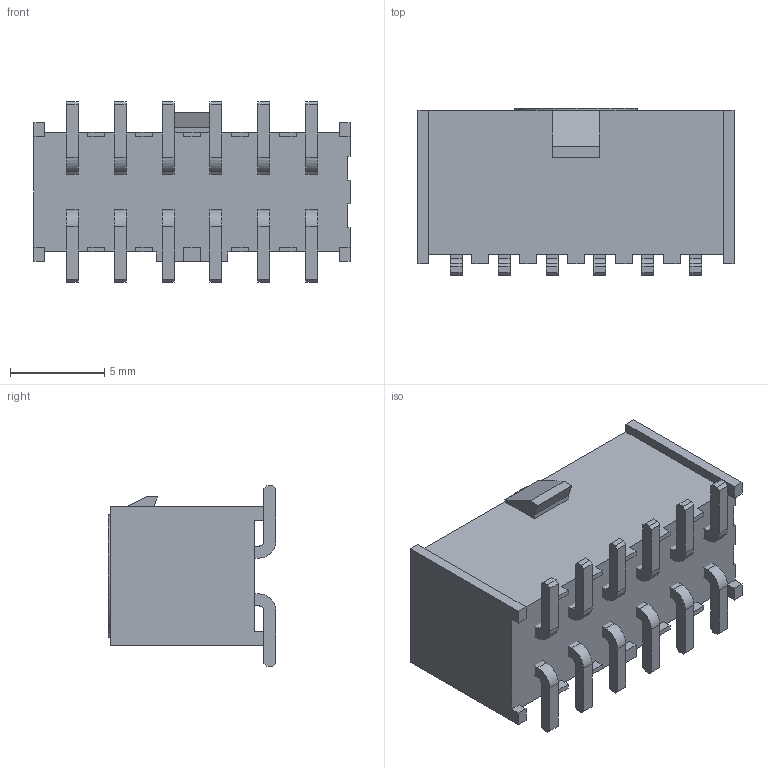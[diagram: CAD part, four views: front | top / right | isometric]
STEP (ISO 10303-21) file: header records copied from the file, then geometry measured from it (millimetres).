
FILE_DESCRIPTION( ( 'STEP AP214' ), '1' );
FILE_NAME( 'IPL1-106-02-L-D-K-TR.stp', '2021-12-22T21:20:07', ( 'License CC BY-ND 4.0' ), ( 'CADENAS' ), ' ', 'PARTsolutions', ' ' );
FILE_SCHEMA( ( 'AUTOMOTIVE_DESIGN { 1 0 10303 214 1 1 1 1 }' ) );
Length unit declared in the file: inch
Products named in the file (4): IPL1-106-02-L-D-K-TR; _IPL1-106-02-D-K_HDR; _T-1S64-02-06-D; _K-DOT-0.256-0.375-0.005-D_polyamide_pick
Assembly tree (3 placements, depth 2):
  IPL1-106-02-L-D-K-TR
    _IPL1-106-02-D-K_HDR
    _T-1S64-02-06-D
    _K-DOT-0.256-0.375-0.005-D_polyamide_pick
Bounding box: 16.76 x 8.89 x 9.58 mm (x, y, z)
Volume: 461 mm3; surface area: 1790.6 mm2
Topology: 3 solids, 3 shells, 369 faces, 1077 edges, 718 vertices
Faces by surface type: plane 344, cylinder 25
Full cylindrical faces by diameter (mm): 6.502 x1
Entity records: 15018 total; most frequent: CARTESIAN_POINT 2167, ORIENTED_EDGE 2152, DIRECTION 1872, EDGE_CURVE 1076, LINE 1026, VECTOR 1026, VERTEX_POINT 718, AXIS2_PLACEMENT_3D 423
